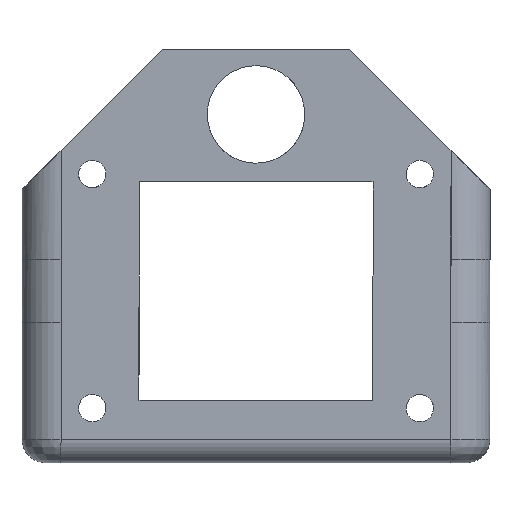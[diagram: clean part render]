
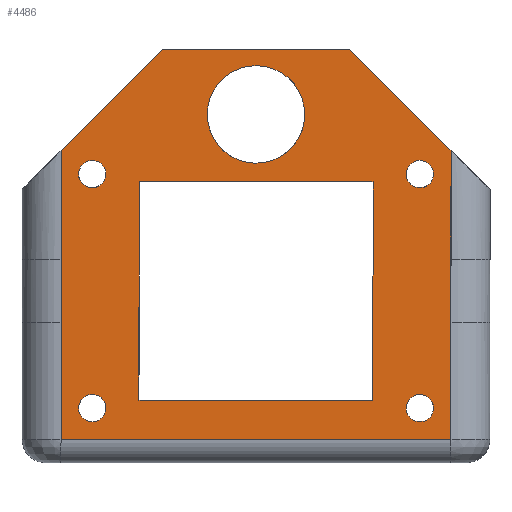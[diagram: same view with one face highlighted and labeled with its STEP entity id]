
A CAD part, front view. The second image highlights one B-rep face of the part: STEP entity #4486.
In plain terms, the highlighted planar face has unit normal (0, -1, 0).
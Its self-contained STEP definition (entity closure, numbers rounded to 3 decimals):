
#446=CARTESIAN_POINT('Vertex',(-5.137,-13.,-77.161)) ;
#449=CARTESIAN_POINT('Axis2P3D Location',(-6.672,-13.,-78.)) ;
#453=CARTESIAN_POINT('Vertex',(-8.208,-13.,-78.839)) ;
#1224=CARTESIAN_POINT('Line Origine',(-2.672,-13.,-74.5)) ;
#1228=CARTESIAN_POINT('Vertex',(-2.672,-13.,-82.)) ;
#1230=CARTESIAN_POINT('Vertex',(-2.672,-13.,-67.)) ;
#1603=CARTESIAN_POINT('Vertex',(-52.672,-13.,-45.)) ;
#1606=CARTESIAN_POINT('Line Origine',(-46.172,-13.,-38.5)) ;
#1610=CARTESIAN_POINT('Vertex',(-39.672,-13.,-32.)) ;
#1700=CARTESIAN_POINT('Line Origine',(-27.672,-13.,-32.)) ;
#1704=CARTESIAN_POINT('Vertex',(-15.672,-13.,-32.)) ;
#1872=CARTESIAN_POINT('Vertex',(-47.137,-13.,-47.161)) ;
#1875=CARTESIAN_POINT('Axis2P3D Location',(-48.672,-13.,-48.)) ;
#1879=CARTESIAN_POINT('Vertex',(-50.208,-13.,-48.839)) ;
#1922=CARTESIAN_POINT('Axis2P3D Location',(-48.672,-13.,-48.)) ;
#2033=CARTESIAN_POINT('Axis2P3D Location',(-27.672,-13.,-40.35)) ;
#2037=CARTESIAN_POINT('Vertex',(-33.157,-13.,-43.346)) ;
#2039=CARTESIAN_POINT('Vertex',(-22.188,-13.,-37.354)) ;
#2153=CARTESIAN_POINT('Axis2P3D Location',(-27.672,-13.,-40.35)) ;
#2274=CARTESIAN_POINT('Vertex',(-8.208,-13.,-48.839)) ;
#2277=CARTESIAN_POINT('Axis2P3D Location',(-6.672,-13.,-48.)) ;
#2281=CARTESIAN_POINT('Vertex',(-5.137,-13.,-47.161)) ;
#2319=CARTESIAN_POINT('Axis2P3D Location',(-6.672,-13.,-48.)) ;
#2344=CARTESIAN_POINT('Vertex',(-12.672,-13.,-77.)) ;
#2347=CARTESIAN_POINT('Line Origine',(-12.672,-13.,-72.)) ;
#2351=CARTESIAN_POINT('Vertex',(-12.672,-13.,-67.)) ;
#2379=CARTESIAN_POINT('Vertex',(-42.672,-13.,-67.)) ;
#2384=CARTESIAN_POINT('Line Origine',(-42.672,-13.,-72.)) ;
#2388=CARTESIAN_POINT('Vertex',(-42.672,-13.,-77.)) ;
#2417=CARTESIAN_POINT('Line Origine',(-27.672,-13.,-77.)) ;
#2491=CARTESIAN_POINT('Line Origine',(-27.672,-13.,-82.)) ;
#2495=CARTESIAN_POINT('Vertex',(-52.672,-13.,-82.)) ;
#3079=CARTESIAN_POINT('Line Origine',(-12.672,-13.,-63.)) ;
#3083=CARTESIAN_POINT('Vertex',(-12.672,-13.,-59.)) ;
#3177=CARTESIAN_POINT('Vertex',(-42.672,-13.,-49.)) ;
#3180=CARTESIAN_POINT('Line Origine',(-42.672,-13.,-54.)) ;
#3184=CARTESIAN_POINT('Vertex',(-42.672,-13.,-59.)) ;
#3333=CARTESIAN_POINT('Line Origine',(-12.672,-13.,-54.)) ;
#3337=CARTESIAN_POINT('Vertex',(-12.672,-13.,-49.)) ;
#3780=CARTESIAN_POINT('Line Origine',(-27.672,-13.,-49.)) ;
#3872=CARTESIAN_POINT('Line Origine',(-42.672,-13.,-63.)) ;
#4033=CARTESIAN_POINT('Line Origine',(-52.672,-13.,-63.5)) ;
#4248=CARTESIAN_POINT('Line Origine',(-2.672,-13.,-56.)) ;
#4252=CARTESIAN_POINT('Vertex',(-2.672,-13.,-45.)) ;
#4297=CARTESIAN_POINT('Vertex',(-47.137,-13.,-77.161)) ;
#4300=CARTESIAN_POINT('Axis2P3D Location',(-48.672,-13.,-78.)) ;
#4304=CARTESIAN_POINT('Vertex',(-50.208,-13.,-78.839)) ;
#4341=CARTESIAN_POINT('Axis2P3D Location',(-48.672,-13.,-78.)) ;
#4432=CARTESIAN_POINT('Axis2P3D Location',(-2.672,-13.,-67.)) ;
#4437=CARTESIAN_POINT('Line Origine',(-9.172,-13.,-38.5)) ;
#4473=CARTESIAN_POINT('Axis2P3D Location',(-6.672,-13.,-78.)) ;
#450=DIRECTION('Axis2P3D Direction',(0.,-1.,-0.)) ;
#1225=DIRECTION('Vector Direction',(0.,0.,1.)) ;
#1607=DIRECTION('Vector Direction',(0.707,0.,0.707)) ;
#1701=DIRECTION('Vector Direction',(-1.,0.,0.)) ;
#1876=DIRECTION('Axis2P3D Direction',(0.,-1.,-0.)) ;
#1923=DIRECTION('Axis2P3D Direction',(0.,-1.,-0.)) ;
#2034=DIRECTION('Axis2P3D Direction',(0.,-1.,-0.)) ;
#2154=DIRECTION('Axis2P3D Direction',(0.,-1.,-0.)) ;
#2278=DIRECTION('Axis2P3D Direction',(0.,-1.,-0.)) ;
#2320=DIRECTION('Axis2P3D Direction',(0.,-1.,-0.)) ;
#2348=DIRECTION('Vector Direction',(0.,0.,1.)) ;
#2385=DIRECTION('Vector Direction',(0.,0.,-1.)) ;
#2418=DIRECTION('Vector Direction',(1.,0.,0.)) ;
#2492=DIRECTION('Vector Direction',(-1.,0.,0.)) ;
#3080=DIRECTION('Vector Direction',(0.,0.,1.)) ;
#3181=DIRECTION('Vector Direction',(0.,0.,-1.)) ;
#3334=DIRECTION('Vector Direction',(0.,0.,1.)) ;
#3781=DIRECTION('Vector Direction',(1.,0.,0.)) ;
#3873=DIRECTION('Vector Direction',(0.,0.,1.)) ;
#4034=DIRECTION('Vector Direction',(0.,0.,1.)) ;
#4249=DIRECTION('Vector Direction',(0.,0.,-1.)) ;
#4301=DIRECTION('Axis2P3D Direction',(0.,-1.,-0.)) ;
#4342=DIRECTION('Axis2P3D Direction',(0.,-1.,-0.)) ;
#4433=DIRECTION('Axis2P3D Direction',(0.,1.,-0.)) ;
#4434=DIRECTION('Axis2P3D XDirection',(-1.,0.,0.)) ;
#4438=DIRECTION('Vector Direction',(-0.707,0.,0.707)) ;
#4474=DIRECTION('Axis2P3D Direction',(0.,1.,-0.)) ;
#451=AXIS2_PLACEMENT_3D('Circle Axis2P3D',#449,#450,$) ;
#1877=AXIS2_PLACEMENT_3D('Circle Axis2P3D',#1875,#1876,$) ;
#1924=AXIS2_PLACEMENT_3D('Circle Axis2P3D',#1922,#1923,$) ;
#2035=AXIS2_PLACEMENT_3D('Circle Axis2P3D',#2033,#2034,$) ;
#2155=AXIS2_PLACEMENT_3D('Circle Axis2P3D',#2153,#2154,$) ;
#2279=AXIS2_PLACEMENT_3D('Circle Axis2P3D',#2277,#2278,$) ;
#2321=AXIS2_PLACEMENT_3D('Circle Axis2P3D',#2319,#2320,$) ;
#4302=AXIS2_PLACEMENT_3D('Circle Axis2P3D',#4300,#4301,$) ;
#4343=AXIS2_PLACEMENT_3D('Circle Axis2P3D',#4341,#4342,$) ;
#4435=AXIS2_PLACEMENT_3D('Plane Axis2P3D',#4432,#4433,#4434) ;
#4475=AXIS2_PLACEMENT_3D('Circle Axis2P3D',#4473,#4474,$) ;
#4443=ORIENTED_EDGE('',*,*,#4441,.T.) ;
#4444=ORIENTED_EDGE('',*,*,#1706,.T.) ;
#4445=ORIENTED_EDGE('',*,*,#1612,.F.) ;
#4446=ORIENTED_EDGE('',*,*,#4037,.F.) ;
#4447=ORIENTED_EDGE('',*,*,#2497,.T.) ;
#4448=ORIENTED_EDGE('',*,*,#1232,.T.) ;
#4449=ORIENTED_EDGE('',*,*,#4254,.F.) ;
#4452=ORIENTED_EDGE('',*,*,#2323,.F.) ;
#4453=ORIENTED_EDGE('',*,*,#2283,.F.) ;
#4456=ORIENTED_EDGE('',*,*,#3339,.F.) ;
#4457=ORIENTED_EDGE('',*,*,#3085,.F.) ;
#4458=ORIENTED_EDGE('',*,*,#2353,.F.) ;
#4459=ORIENTED_EDGE('',*,*,#2421,.F.) ;
#4460=ORIENTED_EDGE('',*,*,#2390,.F.) ;
#4461=ORIENTED_EDGE('',*,*,#3876,.T.) ;
#4462=ORIENTED_EDGE('',*,*,#3186,.F.) ;
#4463=ORIENTED_EDGE('',*,*,#3784,.T.) ;
#4466=ORIENTED_EDGE('',*,*,#2157,.F.) ;
#4467=ORIENTED_EDGE('',*,*,#2041,.F.) ;
#4470=ORIENTED_EDGE('',*,*,#4345,.T.) ;
#4471=ORIENTED_EDGE('',*,*,#4306,.T.) ;
#4479=ORIENTED_EDGE('',*,*,#4477,.T.) ;
#4480=ORIENTED_EDGE('',*,*,#455,.T.) ;
#4483=ORIENTED_EDGE('',*,*,#1926,.F.) ;
#4484=ORIENTED_EDGE('',*,*,#1881,.F.) ;
#4454=FACE_BOUND('',#4451,.T.) ;
#4464=FACE_BOUND('',#4455,.T.) ;
#4468=FACE_BOUND('',#4465,.T.) ;
#4472=FACE_BOUND('',#4469,.T.) ;
#4481=FACE_BOUND('',#4478,.T.) ;
#4485=FACE_BOUND('',#4482,.T.) ;
#1226=VECTOR('Line Direction',#1225,1.) ;
#1608=VECTOR('Line Direction',#1607,1.) ;
#1702=VECTOR('Line Direction',#1701,1.) ;
#2349=VECTOR('Line Direction',#2348,1.) ;
#2386=VECTOR('Line Direction',#2385,1.) ;
#2419=VECTOR('Line Direction',#2418,1.) ;
#2493=VECTOR('Line Direction',#2492,1.) ;
#3081=VECTOR('Line Direction',#3080,1.) ;
#3182=VECTOR('Line Direction',#3181,1.) ;
#3335=VECTOR('Line Direction',#3334,1.) ;
#3782=VECTOR('Line Direction',#3781,1.) ;
#3874=VECTOR('Line Direction',#3873,1.) ;
#4035=VECTOR('Line Direction',#4034,1.) ;
#4250=VECTOR('Line Direction',#4249,1.) ;
#4439=VECTOR('Line Direction',#4438,1.) ;
#4486=ADVANCED_FACE('chariot-inf',(#4450,#4454,#4464,#4468,#4472,#4481,#4485),#4436,.F.) ;
#452=CIRCLE('generated circle',#451,1.75) ;
#1878=CIRCLE('generated circle',#1877,1.75) ;
#1925=CIRCLE('generated circle',#1924,1.75) ;
#2036=CIRCLE('generated circle',#2035,6.25) ;
#2156=CIRCLE('generated circle',#2155,6.25) ;
#2280=CIRCLE('generated circle',#2279,1.75) ;
#2322=CIRCLE('generated circle',#2321,1.75) ;
#4303=CIRCLE('generated circle',#4302,1.75) ;
#4344=CIRCLE('generated circle',#4343,1.75) ;
#4476=CIRCLE('generated circle',#4475,1.75) ;
#455=EDGE_CURVE('',#454,#447,#452,.F.) ;
#1232=EDGE_CURVE('',#1229,#1231,#1227,.T.) ;
#1612=EDGE_CURVE('',#1604,#1611,#1609,.T.) ;
#1706=EDGE_CURVE('',#1705,#1611,#1703,.T.) ;
#1881=EDGE_CURVE('',#1873,#1880,#1878,.T.) ;
#1926=EDGE_CURVE('',#1880,#1873,#1925,.T.) ;
#2041=EDGE_CURVE('',#2038,#2040,#2036,.T.) ;
#2157=EDGE_CURVE('',#2040,#2038,#2156,.T.) ;
#2283=EDGE_CURVE('',#2275,#2282,#2280,.T.) ;
#2323=EDGE_CURVE('',#2282,#2275,#2322,.T.) ;
#2353=EDGE_CURVE('',#2345,#2352,#2350,.T.) ;
#2390=EDGE_CURVE('',#2380,#2389,#2387,.T.) ;
#2421=EDGE_CURVE('',#2389,#2345,#2420,.T.) ;
#2497=EDGE_CURVE('',#2496,#1229,#2494,.F.) ;
#3085=EDGE_CURVE('',#2352,#3084,#3082,.T.) ;
#3186=EDGE_CURVE('',#3178,#3185,#3183,.T.) ;
#3339=EDGE_CURVE('',#3084,#3338,#3336,.T.) ;
#3784=EDGE_CURVE('',#3178,#3338,#3783,.T.) ;
#3876=EDGE_CURVE('',#2380,#3185,#3875,.T.) ;
#4037=EDGE_CURVE('',#2496,#1604,#4036,.T.) ;
#4254=EDGE_CURVE('',#4253,#1231,#4251,.T.) ;
#4306=EDGE_CURVE('',#4305,#4298,#4303,.F.) ;
#4345=EDGE_CURVE('',#4298,#4305,#4344,.F.) ;
#4441=EDGE_CURVE('',#4253,#1705,#4440,.T.) ;
#4477=EDGE_CURVE('',#447,#454,#4476,.T.) ;
#4442=EDGE_LOOP('',(#4443,#4444,#4445,#4446,#4447,#4448,#4449)) ;
#4451=EDGE_LOOP('',(#4452,#4453)) ;
#4455=EDGE_LOOP('',(#4456,#4457,#4458,#4459,#4460,#4461,#4462,#4463)) ;
#4465=EDGE_LOOP('',(#4466,#4467)) ;
#4469=EDGE_LOOP('',(#4470,#4471)) ;
#4478=EDGE_LOOP('',(#4479,#4480)) ;
#4482=EDGE_LOOP('',(#4483,#4484)) ;
#4450=FACE_OUTER_BOUND('',#4442,.T.) ;
#1227=LINE('Line',#1224,#1226) ;
#1609=LINE('Line',#1606,#1608) ;
#1703=LINE('Line',#1700,#1702) ;
#2350=LINE('Line',#2347,#2349) ;
#2387=LINE('Line',#2384,#2386) ;
#2420=LINE('Line',#2417,#2419) ;
#2494=LINE('Line',#2491,#2493) ;
#3082=LINE('Line',#3079,#3081) ;
#3183=LINE('Line',#3180,#3182) ;
#3336=LINE('Line',#3333,#3335) ;
#3783=LINE('Line',#3780,#3782) ;
#3875=LINE('Line',#3872,#3874) ;
#4036=LINE('Line',#4033,#4035) ;
#4251=LINE('Line',#4248,#4250) ;
#4440=LINE('Line',#4437,#4439) ;
#4436=PLANE('Plane',#4435) ;
#447=VERTEX_POINT('',#446) ;
#454=VERTEX_POINT('',#453) ;
#1229=VERTEX_POINT('',#1228) ;
#1231=VERTEX_POINT('',#1230) ;
#1604=VERTEX_POINT('',#1603) ;
#1611=VERTEX_POINT('',#1610) ;
#1705=VERTEX_POINT('',#1704) ;
#1873=VERTEX_POINT('',#1872) ;
#1880=VERTEX_POINT('',#1879) ;
#2038=VERTEX_POINT('',#2037) ;
#2040=VERTEX_POINT('',#2039) ;
#2275=VERTEX_POINT('',#2274) ;
#2282=VERTEX_POINT('',#2281) ;
#2345=VERTEX_POINT('',#2344) ;
#2352=VERTEX_POINT('',#2351) ;
#2380=VERTEX_POINT('',#2379) ;
#2389=VERTEX_POINT('',#2388) ;
#2496=VERTEX_POINT('',#2495) ;
#3084=VERTEX_POINT('',#3083) ;
#3178=VERTEX_POINT('',#3177) ;
#3185=VERTEX_POINT('',#3184) ;
#3338=VERTEX_POINT('',#3337) ;
#4253=VERTEX_POINT('',#4252) ;
#4298=VERTEX_POINT('',#4297) ;
#4305=VERTEX_POINT('',#4304) ;
